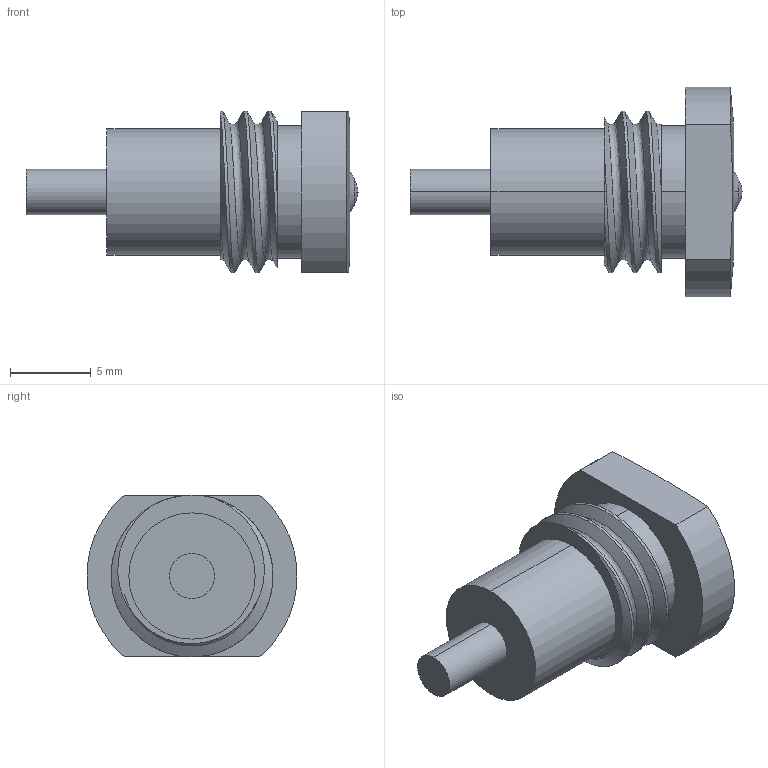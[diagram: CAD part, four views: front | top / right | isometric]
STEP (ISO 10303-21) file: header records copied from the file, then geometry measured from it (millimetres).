
FILE_DESCRIPTION (( 'STEP AP214' ), '1' );
FILE_NAME ('STM34A.STEP', '2024-07-10T16:09:02', ( '' ), ( '' ), 'SwSTEP 2.0', 'SolidWorks 2023', '' );
FILE_SCHEMA (( 'AUTOMOTIVE_DESIGN' ));
Length unit declared in the file: inch
Products named in the file (1): STM34A
Bounding box: 20.5 x 12.96 x 10 mm (x, y, z)
Volume: 1014 mm3; surface area: 782.7 mm2
Topology: 1 solids, 1 shells, 31 faces, 72 edges, 48 vertices
Faces by surface type: cylinder 14, plane 8, bspline 5, cone 4
Entity records: 1545 total; most frequent: CARTESIAN_POINT 855, ORIENTED_EDGE 144, DIRECTION 131, EDGE_CURVE 72, AXIS2_PLACEMENT_3D 55, VERTEX_POINT 48, EDGE_LOOP 36, FACE_OUTER_BOUND 31
